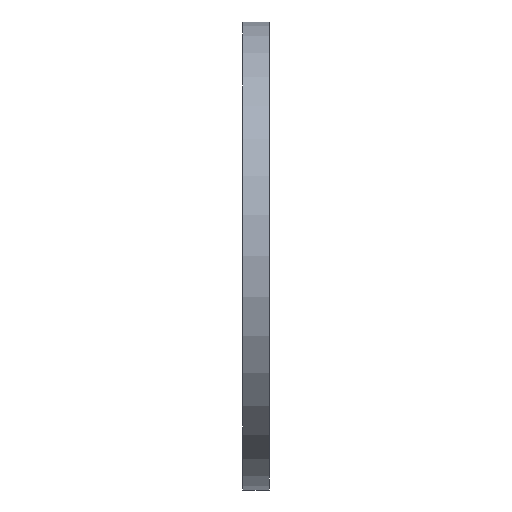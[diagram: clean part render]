
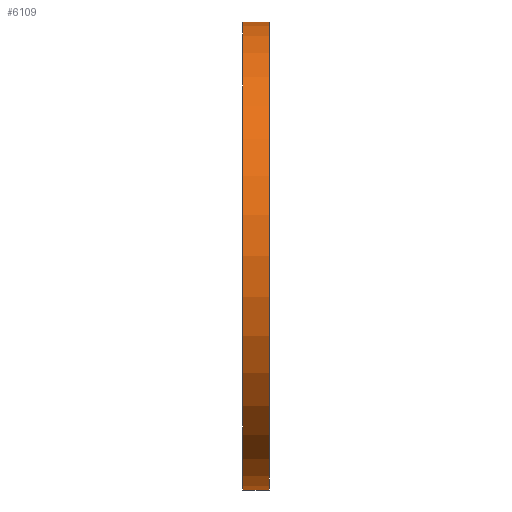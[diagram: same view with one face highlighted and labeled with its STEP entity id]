
A CAD part, left-side view. The second image highlights one B-rep face of the part: STEP entity #6109.
In plain terms, the highlighted cylindrical face has radius 35 mm (diameter 70 mm), a partial arc.
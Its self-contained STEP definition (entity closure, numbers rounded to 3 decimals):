
#173 = ORIENTED_EDGE ( 'NONE', *, *, #6772, .T. ) ;
#266 = CARTESIAN_POINT ( 'NONE',  ( 0., -2., -35. ) ) ;
#1059 = CARTESIAN_POINT ( 'NONE',  ( 0., -2., 0. ) ) ;
#1453 = FACE_OUTER_BOUND ( 'NONE', #9163, .T. ) ;
#1456 = AXIS2_PLACEMENT_3D ( 'NONE', #10734, #5443, #3344 ) ;
#1620 = CYLINDRICAL_SURFACE ( 'NONE', #1456, 35. ) ;
#2417 = EDGE_CURVE ( 'NONE', #7902, #7730, #3125, .T. ) ;
#3125 = LINE ( 'NONE', #12153, #13013 ) ;
#3344 = DIRECTION ( 'NONE',  ( 0., 0., -1. ) ) ;
#3602 = DIRECTION ( 'NONE',  ( 0., -1., 0. ) ) ;
#3664 = VERTEX_POINT ( 'NONE', #7679 ) ;
#3919 = DIRECTION ( 'NONE',  ( 0., 0., 1. ) ) ;
#4730 = CIRCLE ( 'NONE', #9404, 35. ) ;
#4929 = CARTESIAN_POINT ( 'NONE',  ( 0., 2., 0. ) ) ;
#5065 = DIRECTION ( 'NONE',  ( 0., 0., 1. ) ) ;
#5190 = EDGE_CURVE ( 'NONE', #3664, #5577, #7991, .T. ) ;
#5443 = DIRECTION ( 'NONE',  ( 0., -1., 0. ) ) ;
#5577 = VERTEX_POINT ( 'NONE', #266 ) ;
#5888 = VECTOR ( 'NONE', #3602, 1000. ) ;
#5918 = DIRECTION ( 'NONE',  ( 0., -1., 0. ) ) ;
#6109 = ADVANCED_FACE ( 'NONE', ( #1453 ), #1620, .T. ) ;
#6422 = ORIENTED_EDGE ( 'NONE', *, *, #2417, .F. ) ;
#6772 = EDGE_CURVE ( 'NONE', #5577, #7730, #4730, .T. ) ;
#7679 = CARTESIAN_POINT ( 'NONE',  ( 0., 2., -35. ) ) ;
#7684 = CARTESIAN_POINT ( 'NONE',  ( 0., -2., 35. ) ) ;
#7730 = VERTEX_POINT ( 'NONE', #7684 ) ;
#7902 = VERTEX_POINT ( 'NONE', #7915 ) ;
#7915 = CARTESIAN_POINT ( 'NONE',  ( 0., 2., 35. ) ) ;
#7991 = LINE ( 'NONE', #8690, #5888 ) ;
#8057 = DIRECTION ( 'NONE',  ( 0., 1., 0. ) ) ;
#8690 = CARTESIAN_POINT ( 'NONE',  ( 0., 2., -35. ) ) ;
#9163 = EDGE_LOOP ( 'NONE', ( #6422, #12191, #9934, #173 ) ) ;
#9279 = DIRECTION ( 'NONE',  ( 0., 1., 0. ) ) ;
#9404 = AXIS2_PLACEMENT_3D ( 'NONE', #1059, #9279, #5065 ) ;
#9934 = ORIENTED_EDGE ( 'NONE', *, *, #5190, .T. ) ;
#10734 = CARTESIAN_POINT ( 'NONE',  ( 0., 2., 0. ) ) ;
#11323 = AXIS2_PLACEMENT_3D ( 'NONE', #4929, #8057, #3919 ) ;
#11754 = EDGE_CURVE ( 'NONE', #3664, #7902, #12595, .T. ) ;
#12153 = CARTESIAN_POINT ( 'NONE',  ( 0., 2., 35. ) ) ;
#12191 = ORIENTED_EDGE ( 'NONE', *, *, #11754, .F. ) ;
#12595 = CIRCLE ( 'NONE', #11323, 35. ) ;
#13013 = VECTOR ( 'NONE', #5918, 1000. ) ;
